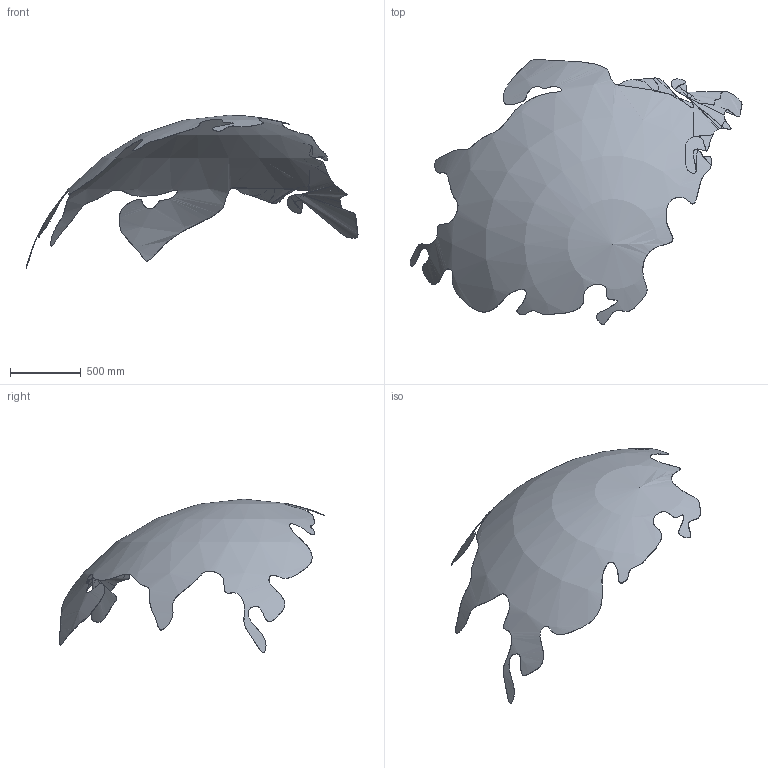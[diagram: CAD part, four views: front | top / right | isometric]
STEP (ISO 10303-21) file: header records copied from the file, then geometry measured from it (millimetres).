
FILE_DESCRIPTION(/* description */ ('','CAx-IF Rec.Pracs.---Representation and Presentation of Product Manufacturing Information (PMI)---3.8---2014-02-18'),/* implementation_level */ '2;1');
FILE_NAME(/* name */ 'Globuskbx_Eurasien-LEDProfil-Start.stp',/* time_stamp */ '2016-10-16T14:27:53+02:00',/* author */ ('Walter'),/* organization */ (''),/* preprocessor_version */ 'ST-DEVELOPER v16.5',/* originating_system */ 'Autodesk Inventor 2017',/* authorisation */ '');
FILE_SCHEMA (('AP242_MANAGED_MODEL_BASED_3D_ENGINEERING_MIM_LF { 1 0 10303 442 1 1 4 }'));
Length unit declared in the file: millimetre
Products named in the file (1): Globus kbx_Eurasien-LED Profil
Bounding box: 2353.36 x 1879.22 x 1088.35 mm (x, y, z)
Surface area: 3606400.8 mm2
Topology: 1 solids, 1 shells, 6 faces, 23 edges, 20 vertices
Faces by surface type: bspline 4, sphere 2
Entity records: 27773 total; most frequent: CARTESIAN_POINT 27612, ORIENTED_EDGE 24, DIRECTION 17, EDGE_CURVE 12, B_SPLINE_CURVE_WITH_KNOTS 8, VERTEX_POINT 8, LINE 7, VECTOR 7
